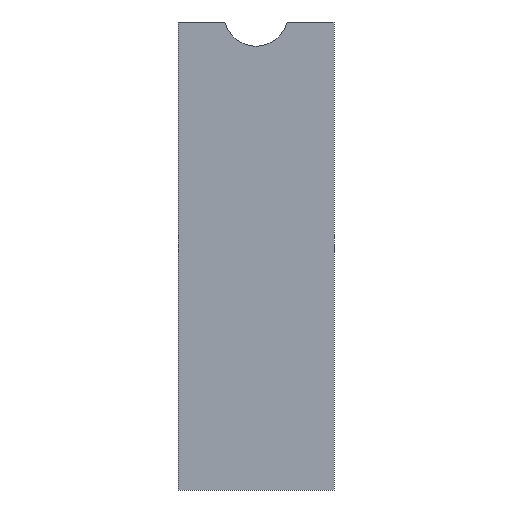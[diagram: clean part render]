
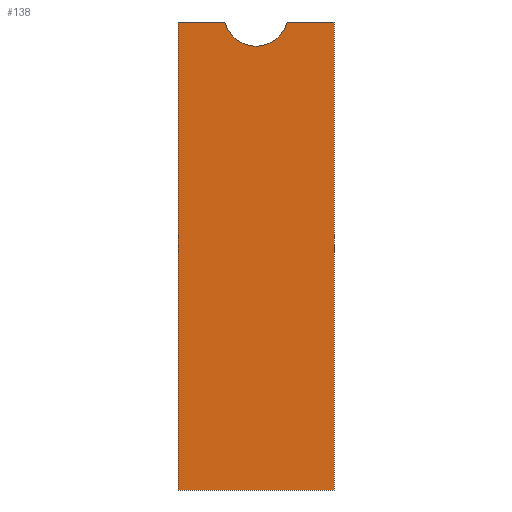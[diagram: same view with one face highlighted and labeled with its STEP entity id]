
A CAD part, left-side view. The second image highlights one B-rep face of the part: STEP entity #138.
In plain terms, the highlighted planar face has unit normal (-1, 0, 0).
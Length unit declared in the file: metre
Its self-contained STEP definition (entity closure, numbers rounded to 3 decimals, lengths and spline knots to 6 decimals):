
#13=CIRCLE('',#160,0.0041);
#23=ORIENTED_EDGE('',*,*,#52,.F.);
#24=ORIENTED_EDGE('',*,*,#59,.T.);
#25=ORIENTED_EDGE('',*,*,#60,.F.);
#26=ORIENTED_EDGE('',*,*,#56,.T.);
#27=ORIENTED_EDGE('',*,*,#61,.T.);
#28=ORIENTED_EDGE('',*,*,#62,.F.);
#52=EDGE_CURVE('',#69,#71,#82,.T.);
#56=EDGE_CURVE('',#75,#73,#86,.T.);
#59=EDGE_CURVE('',#69,#77,#13,.T.);
#60=EDGE_CURVE('',#75,#77,#89,.T.);
#61=EDGE_CURVE('',#73,#78,#90,.T.);
#62=EDGE_CURVE('',#71,#78,#91,.T.);
#69=VERTEX_POINT('',#208);
#71=VERTEX_POINT('',#211);
#73=VERTEX_POINT('',#217);
#75=VERTEX_POINT('',#220);
#77=VERTEX_POINT('',#226);
#78=VERTEX_POINT('',#229);
#82=LINE('',#210,#98);
#86=LINE('',#219,#102);
#89=LINE('',#227,#105);
#90=LINE('',#228,#106);
#91=LINE('',#230,#107);
#98=VECTOR('',#172,1.);
#102=VECTOR('',#178,1.);
#105=VECTOR('',#185,1.);
#106=VECTOR('',#186,1.);
#107=VECTOR('',#187,1.);
#115=EDGE_LOOP('',(#23,#24,#25,#26,#27,#28));
#123=FACE_BOUND('',#115,.T.);
#131=PLANE('',#159);
#138=ADVANCED_FACE('',(#123),#131,.F.);
#159=AXIS2_PLACEMENT_3D('',#224,#181,#182);
#160=AXIS2_PLACEMENT_3D('',#225,#183,#184);
#172=DIRECTION('',(0.,-1.,0.));
#178=DIRECTION('',(0.,0.,-1.));
#181=DIRECTION('',(1.,0.,0.));
#182=DIRECTION('',(0.,0.,-1.));
#183=DIRECTION('',(1.,0.,0.));
#184=DIRECTION('',(0.,0.,-1.));
#185=DIRECTION('',(0.,-1.,0.));
#186=DIRECTION('',(0.,-1.,0.));
#187=DIRECTION('',(0.,0.,-1.));
#208=CARTESIAN_POINT('',(0.,-0.013976,0.06));
#210=CARTESIAN_POINT('',(0.,-0.01,0.06));
#211=CARTESIAN_POINT('',(0.,-0.02,0.06));
#217=CARTESIAN_POINT('',(0.,0.,0.));
#219=CARTESIAN_POINT('',(0.,0.,0.06));
#220=CARTESIAN_POINT('',(0.,0.,0.06));
#224=CARTESIAN_POINT('',(0.,-0.01,0.06));
#225=CARTESIAN_POINT('',(0.,-0.01,0.061));
#226=CARTESIAN_POINT('',(0.,-0.006024,0.06));
#227=CARTESIAN_POINT('',(0.,-0.01,0.06));
#228=CARTESIAN_POINT('',(0.,-0.01,0.));
#229=CARTESIAN_POINT('',(0.,-0.02,0.));
#230=CARTESIAN_POINT('',(0.,-0.02,0.06));
